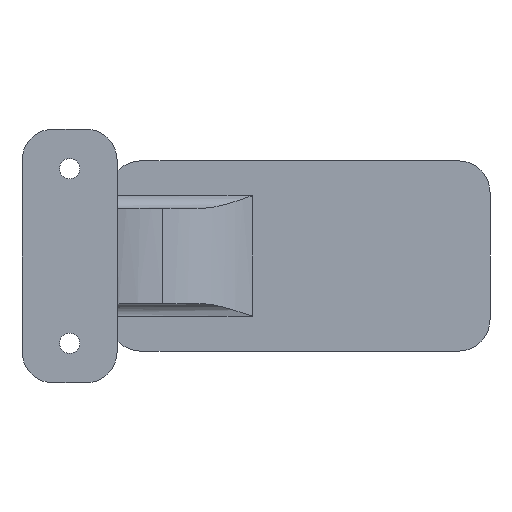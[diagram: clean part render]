
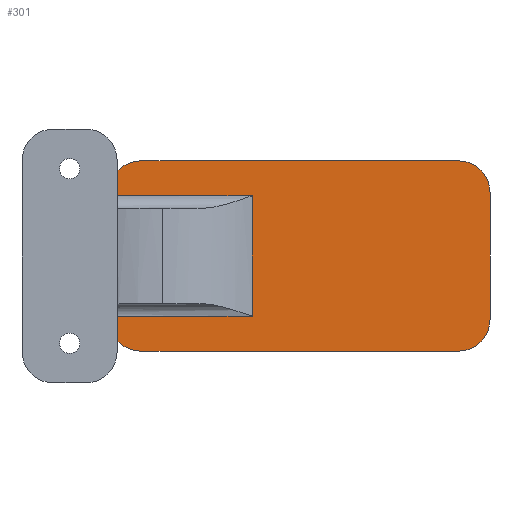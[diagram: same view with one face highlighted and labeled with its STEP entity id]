
A CAD part, front view. The second image highlights one B-rep face of the part: STEP entity #301.
In plain terms, the highlighted planar face has unit normal (0, -1, 0).
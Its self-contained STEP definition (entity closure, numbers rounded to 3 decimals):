
#39 = CARTESIAN_POINT ( 'NONE',  ( -7.481, 0., 9.5 ) ) ;
#56 = LINE ( 'NONE', #1308, #783 ) ;
#86 = FACE_OUTER_BOUND ( 'NONE', #1245, .T. ) ;
#90 = ORIENTED_EDGE ( 'NONE', *, *, #613, .T. ) ;
#101 = ORIENTED_EDGE ( 'NONE', *, *, #806, .T. ) ;
#132 = EDGE_CURVE ( 'NONE', #264, #388, #905, .T. ) ;
#144 = CARTESIAN_POINT ( 'NONE',  ( -30., 0., -10. ) ) ;
#164 = DIRECTION ( 'NONE',  ( 0., -1., 0. ) ) ;
#204 = EDGE_CURVE ( 'NONE', #719, #1124, #1341, .T. ) ;
#215 = DIRECTION ( 'NONE',  ( 0., -1., 0. ) ) ;
#223 = VERTEX_POINT ( 'NONE', #1088 ) ;
#228 = DIRECTION ( 'NONE',  ( 0., 0., 1. ) ) ;
#237 = CARTESIAN_POINT ( 'NONE',  ( -30., 0., 9.5 ) ) ;
#244 = VECTOR ( 'NONE', #1419, 1000. ) ;
#245 = VECTOR ( 'NONE', #899, 1000. ) ;
#261 = ORIENTED_EDGE ( 'NONE', *, *, #1315, .T. ) ;
#264 = VERTEX_POINT ( 'NONE', #556 ) ;
#278 = CARTESIAN_POINT ( 'NONE',  ( -7.481, 0., 3.167 ) ) ;
#280 = ORIENTED_EDGE ( 'NONE', *, *, #1428, .T. ) ;
#301 = ADVANCED_FACE ( 'NONE', ( #86 ), #1325, .F. ) ;
#325 = EDGE_CURVE ( 'NONE', #1014, #1071, #1220, .T. ) ;
#340 = CARTESIAN_POINT ( 'NONE',  ( 0., 0., 9.5 ) ) ;
#350 = CIRCLE ( 'NONE', #836, 5. ) ;
#357 = CARTESIAN_POINT ( 'NONE',  ( 25., 0., -15. ) ) ;
#372 = CIRCLE ( 'NONE', #1402, 5. ) ;
#388 = VERTEX_POINT ( 'NONE', #725 ) ;
#407 = CARTESIAN_POINT ( 'NONE',  ( -30., 0., -15. ) ) ;
#411 = CARTESIAN_POINT ( 'NONE',  ( -30., 0., 10. ) ) ;
#429 = CARTESIAN_POINT ( 'NONE',  ( -30., 0., -9.5 ) ) ;
#434 = ORIENTED_EDGE ( 'NONE', *, *, #1553, .T. ) ;
#449 = CARTESIAN_POINT ( 'NONE',  ( 25., 0., 10. ) ) ;
#452 = CARTESIAN_POINT ( 'NONE',  ( 0., 0., 0. ) ) ;
#456 = DIRECTION ( 'NONE',  ( -1., 0., 0. ) ) ;
#468 = ORIENTED_EDGE ( 'NONE', *, *, #785, .F. ) ;
#502 = AXIS2_PLACEMENT_3D ( 'NONE', #452, #1353, #228 ) ;
#503 = EDGE_CURVE ( 'NONE', #1124, #948, #516, .T. ) ;
#516 = B_SPLINE_CURVE_WITH_KNOTS ( 'NONE', 3,
 ( #39, #278, #910, #633 ),
 .UNSPECIFIED., .F., .F.,
 ( 4, 4 ),
 ( 0., 1. ),
 .UNSPECIFIED. ) ;
#548 = ORIENTED_EDGE ( 'NONE', *, *, #503, .T. ) ;
#554 = VECTOR ( 'NONE', #456, 1000. ) ;
#556 = CARTESIAN_POINT ( 'NONE',  ( -25., 0., 15. ) ) ;
#561 = CARTESIAN_POINT ( 'NONE',  ( -25., 0., -15. ) ) ;
#564 = ORIENTED_EDGE ( 'NONE', *, *, #900, .F. ) ;
#613 = EDGE_CURVE ( 'NONE', #1066, #388, #372, .T. ) ;
#633 = CARTESIAN_POINT ( 'NONE',  ( -7.481, 0., -9.5 ) ) ;
#652 = AXIS2_PLACEMENT_3D ( 'NONE', #1270, #164, #1034 ) ;
#719 = VERTEX_POINT ( 'NONE', #237 ) ;
#725 = CARTESIAN_POINT ( 'NONE',  ( 25., 0., 15. ) ) ;
#729 = CIRCLE ( 'NONE', #888, 5. ) ;
#752 = LINE ( 'NONE', #762, #244 ) ;
#762 = CARTESIAN_POINT ( 'NONE',  ( -30., 0., -15. ) ) ;
#783 = VECTOR ( 'NONE', #801, 1000. ) ;
#785 = EDGE_CURVE ( 'NONE', #719, #1448, #752, .T. ) ;
#800 = VERTEX_POINT ( 'NONE', #561 ) ;
#801 = DIRECTION ( 'NONE',  ( 0., 0., -1. ) ) ;
#804 = ORIENTED_EDGE ( 'NONE', *, *, #132, .F. ) ;
#806 = EDGE_CURVE ( 'NONE', #948, #1071, #1050, .T. ) ;
#836 = AXIS2_PLACEMENT_3D ( 'NONE', #982, #1520, #1528 ) ;
#888 = AXIS2_PLACEMENT_3D ( 'NONE', #1584, #215, #954 ) ;
#890 = DIRECTION ( 'NONE',  ( 1., 0., 0. ) ) ;
#899 = DIRECTION ( 'NONE',  ( -1., 0., 0. ) ) ;
#900 = EDGE_CURVE ( 'NONE', #1066, #223, #56, .T. ) ;
#905 = LINE ( 'NONE', #1167, #1581 ) ;
#910 = CARTESIAN_POINT ( 'NONE',  ( -7.481, 0., -3.167 ) ) ;
#948 = VERTEX_POINT ( 'NONE', #1386 ) ;
#954 = DIRECTION ( 'NONE',  ( 0., 0., 1. ) ) ;
#982 = CARTESIAN_POINT ( 'NONE',  ( -25., 0., 10. ) ) ;
#1014 = VERTEX_POINT ( 'NONE', #144 ) ;
#1034 = DIRECTION ( 'NONE',  ( 0., 0., 1. ) ) ;
#1044 = CARTESIAN_POINT ( 'NONE',  ( 30., 0., 10. ) ) ;
#1050 = LINE ( 'NONE', #1199, #554 ) ;
#1055 = CARTESIAN_POINT ( 'NONE',  ( -30., 0., -15. ) ) ;
#1066 = VERTEX_POINT ( 'NONE', #1044 ) ;
#1071 = VERTEX_POINT ( 'NONE', #429 ) ;
#1077 = DIRECTION ( 'NONE',  ( 0., -1., 0. ) ) ;
#1088 = CARTESIAN_POINT ( 'NONE',  ( 30., 0., -10. ) ) ;
#1124 = VERTEX_POINT ( 'NONE', #1552 ) ;
#1149 = CIRCLE ( 'NONE', #652, 5. ) ;
#1167 = CARTESIAN_POINT ( 'NONE',  ( -30., 0., 15. ) ) ;
#1169 = LINE ( 'NONE', #407, #245 ) ;
#1174 = ORIENTED_EDGE ( 'NONE', *, *, #204, .T. ) ;
#1177 = EDGE_CURVE ( 'NONE', #1255, #800, #1169, .T. ) ;
#1179 = VECTOR ( 'NONE', #1567, 1000. ) ;
#1199 = CARTESIAN_POINT ( 'NONE',  ( -30., 0., -9.5 ) ) ;
#1220 = LINE ( 'NONE', #1055, #1179 ) ;
#1245 = EDGE_LOOP ( 'NONE', ( #804, #261, #468, #1174, #548, #101, #1363, #280, #1352, #434, #564, #90 ) ) ;
#1255 = VERTEX_POINT ( 'NONE', #357 ) ;
#1258 = VECTOR ( 'NONE', #1440, 1000. ) ;
#1270 = CARTESIAN_POINT ( 'NONE',  ( -25., 0., -10. ) ) ;
#1308 = CARTESIAN_POINT ( 'NONE',  ( 30., 0., -15. ) ) ;
#1315 = EDGE_CURVE ( 'NONE', #264, #1448, #350, .T. ) ;
#1325 = PLANE ( 'NONE',  #502 ) ;
#1341 = LINE ( 'NONE', #340, #1258 ) ;
#1352 = ORIENTED_EDGE ( 'NONE', *, *, #1177, .F. ) ;
#1353 = DIRECTION ( 'NONE',  ( 0., 1., 0. ) ) ;
#1363 = ORIENTED_EDGE ( 'NONE', *, *, #325, .F. ) ;
#1386 = CARTESIAN_POINT ( 'NONE',  ( -7.481, 0., -9.5 ) ) ;
#1402 = AXIS2_PLACEMENT_3D ( 'NONE', #449, #1077, #1583 ) ;
#1419 = DIRECTION ( 'NONE',  ( 0., 0., 1. ) ) ;
#1428 = EDGE_CURVE ( 'NONE', #1014, #800, #1149, .T. ) ;
#1440 = DIRECTION ( 'NONE',  ( 1., 0., 0. ) ) ;
#1448 = VERTEX_POINT ( 'NONE', #411 ) ;
#1520 = DIRECTION ( 'NONE',  ( 0., -1., 0. ) ) ;
#1528 = DIRECTION ( 'NONE',  ( 0., 0., 1. ) ) ;
#1552 = CARTESIAN_POINT ( 'NONE',  ( -7.481, 0., 9.5 ) ) ;
#1553 = EDGE_CURVE ( 'NONE', #1255, #223, #729, .T. ) ;
#1567 = DIRECTION ( 'NONE',  ( 0., 0., 1. ) ) ;
#1581 = VECTOR ( 'NONE', #890, 1000. ) ;
#1583 = DIRECTION ( 'NONE',  ( 0., 0., 1. ) ) ;
#1584 = CARTESIAN_POINT ( 'NONE',  ( 25., 0., -10. ) ) ;
